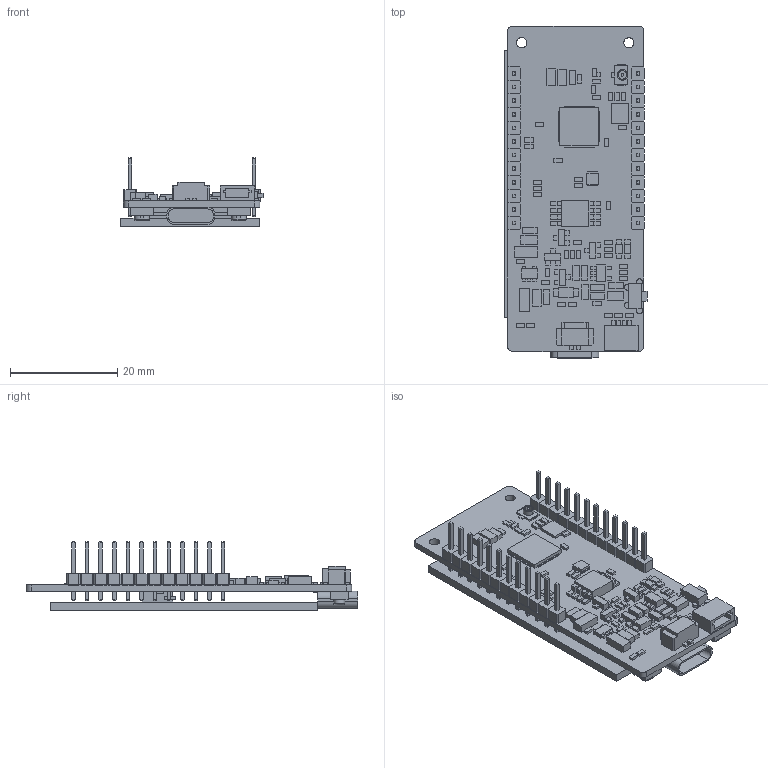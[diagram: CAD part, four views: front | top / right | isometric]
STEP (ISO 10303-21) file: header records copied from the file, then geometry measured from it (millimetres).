
FILE_DESCRIPTION (( 'STEP AP214' ), '1' );
FILE_NAME ('T-Display-S3.STEP', '2023-04-08T17:03:44', ( '' ), ( '' ), 'SwSTEP 2.0', 'SolidWorks 2021', '' );
FILE_SCHEMA (( 'AUTOMOTIVE_DESIGN' ));
Length unit declared in the file: millimetre
Products named in the file (5): MainBoard_3D; T-Display-Headers; Ecran; T-Display-S3; 1_Male_Pin_2.54_mm
Assembly tree (16 placements, depth 3):
  T-Display-S3
    MainBoard_3D
    Ecran
    T-Display-Headers  x2
      1_Male_Pin_2.54_mm
Bounding box: 26.55 x 61.98 x 12.88 mm (x, y, z)
Volume: 4962.1 mm3; surface area: 8739.8 mm2
Topology: 26 solids, 26 shells, 1581 faces, 3882 edges, 2487 vertices
Faces by surface type: plane 1491, cylinder 86, torus 4
Entity records: 26726 total; most frequent: CARTESIAN_POINT 4572, ORIENTED_EDGE 4452, DIRECTION 4133, EDGE_CURVE 2226, VECTOR 2045, LINE 2045, VERTEX_POINT 1475, AXIS2_PLACEMENT_3D 1044
